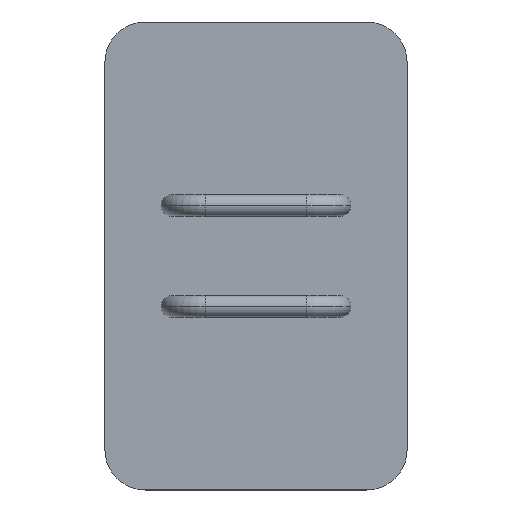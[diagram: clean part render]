
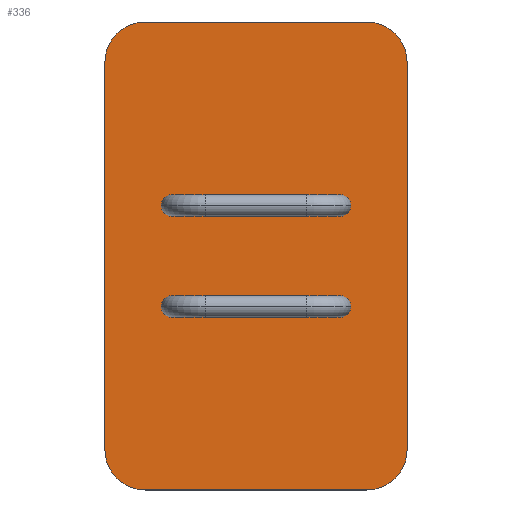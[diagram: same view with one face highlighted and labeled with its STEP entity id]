
A CAD part, top view. The second image highlights one B-rep face of the part: STEP entity #336.
In plain terms, the highlighted planar face has unit normal (0, 0, 1).
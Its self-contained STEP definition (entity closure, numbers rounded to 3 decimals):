
#9 = CARTESIAN_POINT ( 'NONE',  ( -62.951, -40.833, 7. ) ) ;
#20 = CIRCLE ( 'NONE', #626, 12. ) ;
#55 = DIRECTION ( 'NONE',  ( -1., 0., 0. ) ) ;
#66 = CIRCLE ( 'NONE', #671, 3.175 ) ;
#98 = EDGE_CURVE ( 'NONE', #1276, #1529, #1216, .T. ) ;
#117 = VECTOR ( 'NONE', #254, 1000. ) ;
#123 = EDGE_CURVE ( 'NONE', #489, #1297, #654, .T. ) ;
#142 = CARTESIAN_POINT ( 'NONE',  ( -136.026, 31.667, 7. ) ) ;
#149 = LINE ( 'NONE', #1067, #1336 ) ;
#162 = DIRECTION ( 'NONE',  ( -1., 0., 0. ) ) ;
#172 = CIRCLE ( 'NONE', #1552, 12. ) ;
#180 = CARTESIAN_POINT ( 'NONE',  ( -136.026, -83.333, 7. ) ) ;
#182 = CARTESIAN_POINT ( 'NONE',  ( -66.126, -10.833, 7. ) ) ;
#195 = FACE_BOUND ( 'NONE', #942, .T. ) ;
#228 = ORIENTED_EDGE ( 'NONE', *, *, #1249, .T. ) ;
#230 = CARTESIAN_POINT ( 'NONE',  ( -58.226, 31.667, 7. ) ) ;
#236 = AXIS2_PLACEMENT_3D ( 'NONE', #1198, #1221, #1295 ) ;
#242 = ORIENTED_EDGE ( 'NONE', *, *, #438, .F. ) ;
#254 = DIRECTION ( 'NONE',  ( 1., 0., 0. ) ) ;
#255 = VECTOR ( 'NONE', #357, 1000. ) ;
#257 = EDGE_LOOP ( 'NONE', ( #1480, #802 ) ) ;
#294 = EDGE_CURVE ( 'NONE', #1529, #1276, #647, .T. ) ;
#300 = LINE ( 'NONE', #1300, #117 ) ;
#308 = DIRECTION ( 'NONE',  ( 0., 0., 1. ) ) ;
#328 = FACE_BOUND ( 'NONE', #1686, .T. ) ;
#336 = ADVANCED_FACE ( 'NONE', ( #328, #1368, #1113, #195, #416 ), #606, .T. ) ;
#340 = AXIS2_PLACEMENT_3D ( 'NONE', #182, #835, #55 ) ;
#346 = CIRCLE ( 'NONE', #1543, 3.175 ) ;
#357 = DIRECTION ( 'NONE',  ( 0., 1., 0. ) ) ;
#362 = CARTESIAN_POINT ( 'NONE',  ( -119.301, -40.833, 7. ) ) ;
#388 = CARTESIAN_POINT ( 'NONE',  ( -46.226, 0., 7. ) ) ;
#416 = FACE_BOUND ( 'NONE', #1657, .T. ) ;
#422 = CIRCLE ( 'NONE', #1273, 3.175 ) ;
#438 = EDGE_CURVE ( 'NONE', #1093, #1320, #346, .T. ) ;
#447 = CARTESIAN_POINT ( 'NONE',  ( -66.126, -40.833, 7. ) ) ;
#456 = CARTESIAN_POINT ( 'NONE',  ( -69.301, -40.833, 7. ) ) ;
#470 = EDGE_CURVE ( 'NONE', #892, #1445, #20, .T. ) ;
#474 = CARTESIAN_POINT ( 'NONE',  ( -124.026, 31.667, 7. ) ) ;
#489 = VERTEX_POINT ( 'NONE', #904 ) ;
#491 = DIRECTION ( 'NONE',  ( -1., 0., 0. ) ) ;
#495 = DIRECTION ( 'NONE',  ( 0., 0., -1. ) ) ;
#498 = CARTESIAN_POINT ( 'NONE',  ( -124.026, 43.667, 7. ) ) ;
#518 = CARTESIAN_POINT ( 'NONE',  ( -112.951, -10.833, 7. ) ) ;
#525 = CIRCLE ( 'NONE', #1331, 3.175 ) ;
#529 = DIRECTION ( 'NONE',  ( 0., 0., 1. ) ) ;
#533 = CARTESIAN_POINT ( 'NONE',  ( -66.126, -10.833, 7. ) ) ;
#540 = EDGE_CURVE ( 'NONE', #900, #793, #66, .T. ) ;
#559 = CARTESIAN_POINT ( 'NONE',  ( -66.126, -40.833, 7. ) ) ;
#564 = CARTESIAN_POINT ( 'NONE',  ( -112.951, -40.833, 7. ) ) ;
#578 = DIRECTION ( 'NONE',  ( 1., 0., 0. ) ) ;
#589 = AXIS2_PLACEMENT_3D ( 'NONE', #533, #495, #162 ) ;
#592 = CIRCLE ( 'NONE', #600, 12. ) ;
#600 = AXIS2_PLACEMENT_3D ( 'NONE', #230, #529, #578 ) ;
#604 = CARTESIAN_POINT ( 'NONE',  ( -136.026, 0., 7. ) ) ;
#606 = PLANE ( 'NONE',  #859 ) ;
#626 = AXIS2_PLACEMENT_3D ( 'NONE', #1318, #1542, #871 ) ;
#628 = CARTESIAN_POINT ( 'NONE',  ( -116.126, -40.833, 7. ) ) ;
#647 = CIRCLE ( 'NONE', #340, 3.175 ) ;
#651 = CARTESIAN_POINT ( 'NONE',  ( -119.301, -10.833, 7. ) ) ;
#654 = LINE ( 'NONE', #388, #255 ) ;
#655 = CARTESIAN_POINT ( 'NONE',  ( -46.226, 31.667, 7. ) ) ;
#671 = AXIS2_PLACEMENT_3D ( 'NONE', #1131, #1491, #1587 ) ;
#686 = CARTESIAN_POINT ( 'NONE',  ( 0., 0., 7. ) ) ;
#712 = DIRECTION ( 'NONE',  ( 1., 0., 0. ) ) ;
#745 = EDGE_CURVE ( 'NONE', #1066, #988, #1371, .T. ) ;
#749 = AXIS2_PLACEMENT_3D ( 'NONE', #1634, #308, #1492 ) ;
#786 = VERTEX_POINT ( 'NONE', #142 ) ;
#793 = VERTEX_POINT ( 'NONE', #651 ) ;
#802 = ORIENTED_EDGE ( 'NONE', *, *, #924, .F. ) ;
#823 = ORIENTED_EDGE ( 'NONE', *, *, #1056, .F. ) ;
#835 = DIRECTION ( 'NONE',  ( 0., 0., -1. ) ) ;
#839 = CARTESIAN_POINT ( 'NONE',  ( -58.226, 43.667, 7. ) ) ;
#846 = EDGE_CURVE ( 'NONE', #988, #1066, #870, .T. ) ;
#855 = VERTEX_POINT ( 'NONE', #1200 ) ;
#859 = AXIS2_PLACEMENT_3D ( 'NONE', #686, #1156, #1252 ) ;
#861 = EDGE_LOOP ( 'NONE', ( #1120, #1620, #1148, #1024, #1528, #1062, #970, #228 ) ) ;
#870 = CIRCLE ( 'NONE', #1214, 3.175 ) ;
#871 = DIRECTION ( 'NONE',  ( 1., 0., 0. ) ) ;
#892 = VERTEX_POINT ( 'NONE', #180 ) ;
#900 = VERTEX_POINT ( 'NONE', #518 ) ;
#904 = CARTESIAN_POINT ( 'NONE',  ( -46.226, -83.333, 7. ) ) ;
#924 = EDGE_CURVE ( 'NONE', #793, #900, #525, .T. ) ;
#929 = CARTESIAN_POINT ( 'NONE',  ( -69.301, -10.833, 7. ) ) ;
#942 = EDGE_LOOP ( 'NONE', ( #1398, #1415 ) ) ;
#969 = CARTESIAN_POINT ( 'NONE',  ( -116.126, -10.833, 7. ) ) ;
#970 = ORIENTED_EDGE ( 'NONE', *, *, #1532, .T. ) ;
#985 = DIRECTION ( 'NONE',  ( 0., 0., 1. ) ) ;
#988 = VERTEX_POINT ( 'NONE', #564 ) ;
#1011 = DIRECTION ( 'NONE',  ( 1., 0., 0. ) ) ;
#1023 = VERTEX_POINT ( 'NONE', #839 ) ;
#1024 = ORIENTED_EDGE ( 'NONE', *, *, #1649, .T. ) ;
#1041 = VECTOR ( 'NONE', #1407, 1000. ) ;
#1056 = EDGE_CURVE ( 'NONE', #1320, #1093, #422, .T. ) ;
#1062 = ORIENTED_EDGE ( 'NONE', *, *, #1189, .T. ) ;
#1066 = VERTEX_POINT ( 'NONE', #362 ) ;
#1067 = CARTESIAN_POINT ( 'NONE',  ( 0., 43.667, 7. ) ) ;
#1093 = VERTEX_POINT ( 'NONE', #9 ) ;
#1113 = FACE_BOUND ( 'NONE', #257, .T. ) ;
#1120 = ORIENTED_EDGE ( 'NONE', *, *, #1244, .T. ) ;
#1131 = CARTESIAN_POINT ( 'NONE',  ( -116.126, -10.833, 7. ) ) ;
#1148 = ORIENTED_EDGE ( 'NONE', *, *, #1630, .T. ) ;
#1156 = DIRECTION ( 'NONE',  ( 0., 0., 1. ) ) ;
#1188 = DIRECTION ( 'NONE',  ( 0., 0., -1. ) ) ;
#1189 = EDGE_CURVE ( 'NONE', #1297, #1023, #592, .T. ) ;
#1195 = DIRECTION ( 'NONE',  ( 0., 0., 1. ) ) ;
#1198 = CARTESIAN_POINT ( 'NONE',  ( -116.126, -40.833, 7. ) ) ;
#1200 = CARTESIAN_POINT ( 'NONE',  ( -58.226, -95.333, 7. ) ) ;
#1214 = AXIS2_PLACEMENT_3D ( 'NONE', #628, #1188, #1344 ) ;
#1216 = CIRCLE ( 'NONE', #589, 3.175 ) ;
#1221 = DIRECTION ( 'NONE',  ( 0., 0., -1. ) ) ;
#1222 = CARTESIAN_POINT ( 'NONE',  ( -124.026, -95.333, 7. ) ) ;
#1224 = ORIENTED_EDGE ( 'NONE', *, *, #294, .T. ) ;
#1244 = EDGE_CURVE ( 'NONE', #786, #892, #1442, .T. ) ;
#1249 = EDGE_CURVE ( 'NONE', #1531, #786, #172, .T. ) ;
#1252 = DIRECTION ( 'NONE',  ( 1., 0., 0. ) ) ;
#1273 = AXIS2_PLACEMENT_3D ( 'NONE', #447, #1275, #1335 ) ;
#1275 = DIRECTION ( 'NONE',  ( 0., 0., 1. ) ) ;
#1276 = VERTEX_POINT ( 'NONE', #929 ) ;
#1291 = DIRECTION ( 'NONE',  ( 0., 0., 1. ) ) ;
#1295 = DIRECTION ( 'NONE',  ( -1., 0., 0. ) ) ;
#1297 = VERTEX_POINT ( 'NONE', #655 ) ;
#1300 = CARTESIAN_POINT ( 'NONE',  ( 0., -95.333, 7. ) ) ;
#1318 = CARTESIAN_POINT ( 'NONE',  ( -124.026, -83.333, 7. ) ) ;
#1320 = VERTEX_POINT ( 'NONE', #456 ) ;
#1331 = AXIS2_PLACEMENT_3D ( 'NONE', #969, #985, #1011 ) ;
#1335 = DIRECTION ( 'NONE',  ( 1., 0., 0. ) ) ;
#1336 = VECTOR ( 'NONE', #491, 1000. ) ;
#1344 = DIRECTION ( 'NONE',  ( -1., 0., 0. ) ) ;
#1368 = FACE_OUTER_BOUND ( 'NONE', #861, .T. ) ;
#1371 = CIRCLE ( 'NONE', #236, 3.175 ) ;
#1398 = ORIENTED_EDGE ( 'NONE', *, *, #846, .T. ) ;
#1406 = ORIENTED_EDGE ( 'NONE', *, *, #98, .T. ) ;
#1407 = DIRECTION ( 'NONE',  ( 0., -1., 0. ) ) ;
#1415 = ORIENTED_EDGE ( 'NONE', *, *, #745, .T. ) ;
#1442 = LINE ( 'NONE', #604, #1041 ) ;
#1445 = VERTEX_POINT ( 'NONE', #1222 ) ;
#1480 = ORIENTED_EDGE ( 'NONE', *, *, #540, .F. ) ;
#1491 = DIRECTION ( 'NONE',  ( 0., 0., 1. ) ) ;
#1492 = DIRECTION ( 'NONE',  ( 1., 0., 0. ) ) ;
#1528 = ORIENTED_EDGE ( 'NONE', *, *, #123, .T. ) ;
#1529 = VERTEX_POINT ( 'NONE', #1533 ) ;
#1531 = VERTEX_POINT ( 'NONE', #498 ) ;
#1532 = EDGE_CURVE ( 'NONE', #1023, #1531, #149, .T. ) ;
#1533 = CARTESIAN_POINT ( 'NONE',  ( -62.951, -10.833, 7. ) ) ;
#1542 = DIRECTION ( 'NONE',  ( 0., 0., 1. ) ) ;
#1543 = AXIS2_PLACEMENT_3D ( 'NONE', #559, #1291, #1599 ) ;
#1552 = AXIS2_PLACEMENT_3D ( 'NONE', #474, #1195, #712 ) ;
#1563 = CIRCLE ( 'NONE', #749, 12. ) ;
#1587 = DIRECTION ( 'NONE',  ( 1., 0., 0. ) ) ;
#1599 = DIRECTION ( 'NONE',  ( 1., 0., 0. ) ) ;
#1620 = ORIENTED_EDGE ( 'NONE', *, *, #470, .T. ) ;
#1630 = EDGE_CURVE ( 'NONE', #1445, #855, #300, .T. ) ;
#1634 = CARTESIAN_POINT ( 'NONE',  ( -58.226, -83.333, 7. ) ) ;
#1649 = EDGE_CURVE ( 'NONE', #855, #489, #1563, .T. ) ;
#1657 = EDGE_LOOP ( 'NONE', ( #823, #242 ) ) ;
#1686 = EDGE_LOOP ( 'NONE', ( #1406, #1224 ) ) ;
